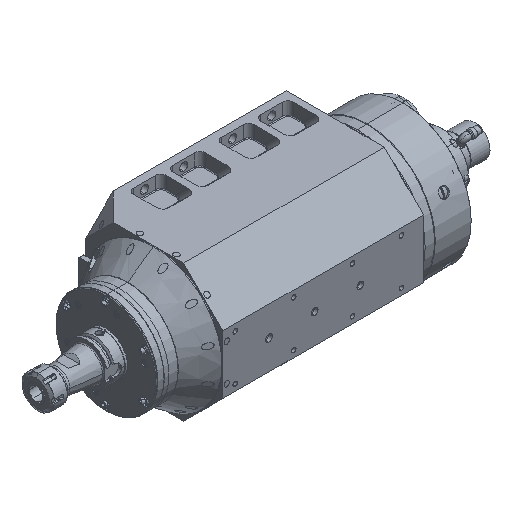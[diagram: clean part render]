
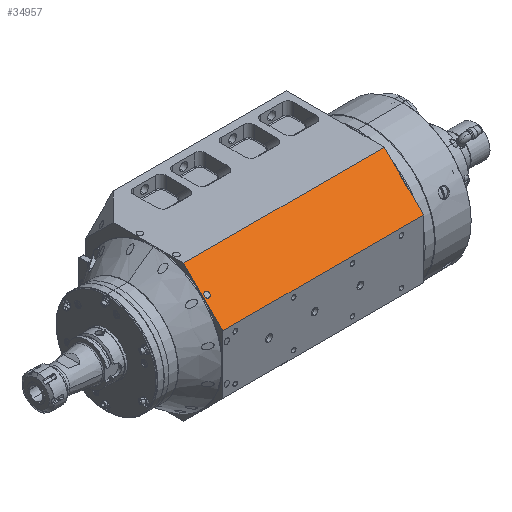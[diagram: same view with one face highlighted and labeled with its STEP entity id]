
A CAD part, isometric view. The second image highlights one B-rep face of the part: STEP entity #34957.
In plain terms, the highlighted planar face has unit normal (0, -0.707, 0.707).
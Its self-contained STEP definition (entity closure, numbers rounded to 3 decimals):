
#42 = DIRECTION ( 'NONE',  ( 1., 0., 0. ) ) ;
#934 = DIRECTION ( 'NONE',  ( 0., -0.707, -0.707 ) ) ;
#3120 = EDGE_CURVE ( 'NONE', #35401, #7012, #37157, .T. ) ;
#3970 = CARTESIAN_POINT ( 'NONE',  ( 83., -72.172, 77.828 ) ) ;
#4010 = AXIS2_PLACEMENT_3D ( 'NONE', #50743, #25829, #934 ) ;
#7012 = VERTEX_POINT ( 'NONE', #24672 ) ;
#7179 = ORIENTED_EDGE ( 'NONE', *, *, #3120, .F. ) ;
#7555 = VECTOR ( 'NONE', #26664, 1000. ) ;
#8694 = DIRECTION ( 'NONE',  ( 0., -0.707, -0.707 ) ) ;
#8823 = LINE ( 'NONE', #26484, #7555 ) ;
#9643 = CARTESIAN_POINT ( 'NONE',  ( 384.95, -45., 105. ) ) ;
#10120 = CARTESIAN_POINT ( 'NONE',  ( -527.985, -45., 105. ) ) ;
#11290 = VECTOR ( 'NONE', #8694, 1000. ) ;
#14432 = DIRECTION ( 'NONE',  ( 0., 0.707, -0.707 ) ) ;
#17491 = LINE ( 'NONE', #9643, #35740 ) ;
#17617 = VECTOR ( 'NONE', #42, 1000. ) ;
#19576 = EDGE_CURVE ( 'NONE', #35401, #38199, #33367, .T. ) ;
#22067 = EDGE_CURVE ( 'NONE', #38199, #43574, #8823, .T. ) ;
#22222 = ORIENTED_EDGE ( 'NONE', *, *, #19576, .T. ) ;
#22387 = CARTESIAN_POINT ( 'NONE',  ( 77., -45., 105. ) ) ;
#22640 = DIRECTION ( 'NONE',  ( 0., -0.707, -0.707 ) ) ;
#22907 = EDGE_LOOP ( 'NONE', ( #7179, #22222, #42556, #47201 ) ) ;
#23921 = AXIS2_PLACEMENT_3D ( 'NONE', #10120, #47522, #22640 ) ;
#24087 = FACE_OUTER_BOUND ( 'NONE', #22907, .T. ) ;
#24611 = AXIS2_PLACEMENT_3D ( 'NONE', #39359, #14432, #43505 ) ;
#24672 = CARTESIAN_POINT ( 'NONE',  ( 384.95, -45., 105. ) ) ;
#24978 = CARTESIAN_POINT ( 'NONE',  ( -527.985, -45., 105. ) ) ;
#25829 = DIRECTION ( 'NONE',  ( 0., 0.707, -0.707 ) ) ;
#26484 = CARTESIAN_POINT ( 'NONE',  ( -527.985, -105., 45. ) ) ;
#26545 = EDGE_LOOP ( 'NONE', ( #27646, #41279 ) ) ;
#26664 = DIRECTION ( 'NONE',  ( 1., 0., 0. ) ) ;
#27368 = EDGE_CURVE ( 'NONE', #7012, #43574, #17491, .T. ) ;
#27646 = ORIENTED_EDGE ( 'NONE', *, *, #33739, .T. ) ;
#32648 = VERTEX_POINT ( 'NONE', #37164 ) ;
#33367 = LINE ( 'NONE', #33759, #11290 ) ;
#33739 = EDGE_CURVE ( 'NONE', #32648, #36916, #43070, .T. ) ;
#33759 = CARTESIAN_POINT ( 'NONE',  ( 77., -45., 105. ) ) ;
#33763 = CARTESIAN_POINT ( 'NONE',  ( 384.95, -105., 45. ) ) ;
#34957 = ADVANCED_FACE ( 'NONE', ( #24087, #44931 ), #43362, .T. ) ;
#35401 = VERTEX_POINT ( 'NONE', #22387 ) ;
#35445 = EDGE_CURVE ( 'NONE', #36916, #32648, #47443, .T. ) ;
#35740 = VECTOR ( 'NONE', #51238, 1000. ) ;
#36916 = VERTEX_POINT ( 'NONE', #3970 ) ;
#37157 = LINE ( 'NONE', #24978, #17617 ) ;
#37164 = CARTESIAN_POINT ( 'NONE',  ( 83., -77.828, 72.172 ) ) ;
#38199 = VERTEX_POINT ( 'NONE', #44010 ) ;
#39359 = CARTESIAN_POINT ( 'NONE',  ( 83., -75., 75. ) ) ;
#41279 = ORIENTED_EDGE ( 'NONE', *, *, #35445, .T. ) ;
#42556 = ORIENTED_EDGE ( 'NONE', *, *, #22067, .T. ) ;
#43070 = CIRCLE ( 'NONE', #4010, 4. ) ;
#43362 = PLANE ( 'NONE',  #23921 ) ;
#43505 = DIRECTION ( 'NONE',  ( 0., -0.707, -0.707 ) ) ;
#43574 = VERTEX_POINT ( 'NONE', #33763 ) ;
#44010 = CARTESIAN_POINT ( 'NONE',  ( 77., -105., 45. ) ) ;
#44931 = FACE_BOUND ( 'NONE', #26545, .T. ) ;
#47201 = ORIENTED_EDGE ( 'NONE', *, *, #27368, .F. ) ;
#47443 = CIRCLE ( 'NONE', #24611, 4. ) ;
#47522 = DIRECTION ( 'NONE',  ( 0., -0.707, 0.707 ) ) ;
#50743 = CARTESIAN_POINT ( 'NONE',  ( 83., -75., 75. ) ) ;
#51238 = DIRECTION ( 'NONE',  ( 0., -0.707, -0.707 ) ) ;
